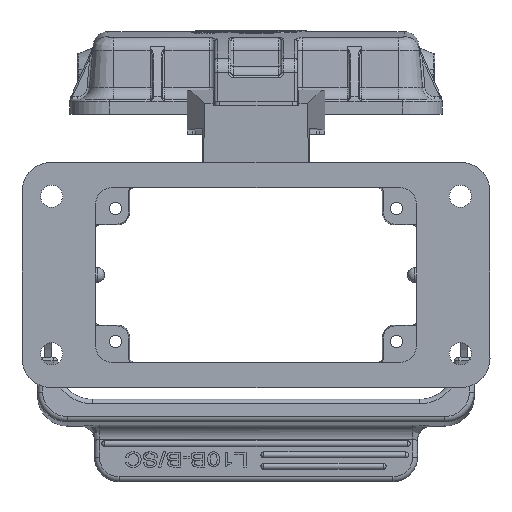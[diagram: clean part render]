
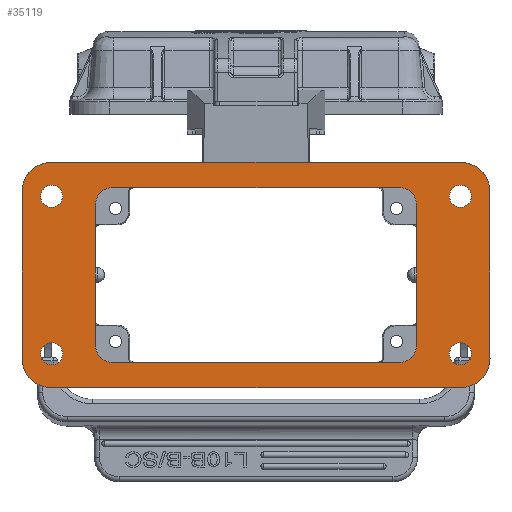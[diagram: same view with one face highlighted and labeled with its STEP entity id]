
A CAD part, front view. The second image highlights one B-rep face of the part: STEP entity #35119.
In plain terms, the highlighted planar face has unit normal (0, -1, 0).
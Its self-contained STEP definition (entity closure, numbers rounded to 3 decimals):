
#3137=DIRECTION('',(1.,0.,0.));
#3138=VECTOR('',#3137,58.177);
#3139=CARTESIAN_POINT('',(18.411,0.,
-32.086));
#3140=LINE('',#3139,#3138);
#3149=DIRECTION('',(0.,0.,1.));
#3150=VECTOR('',#3149,28.577);
#3151=CARTESIAN_POINT('',(14.912,0.,
-64.163));
#3152=LINE('',#3151,#3150);
#3165=DIRECTION('',(-1.,0.,0.));
#3166=VECTOR('',#3165,58.177);
#3167=CARTESIAN_POINT('',(76.589,0.,
-67.662));
#3168=LINE('',#3167,#3166);
#3181=DIRECTION('',(0.,0.,-1.));
#3182=VECTOR('',#3181,28.577);
#3183=CARTESIAN_POINT('',(80.088,0.,
-35.586));
#3184=LINE('',#3183,#3182);
#3197=DIRECTION('',(-1.,0.,0.));
#3198=VECTOR('',#3197,83.001);
#3199=CARTESIAN_POINT('',(89.001,0.,
-72.758));
#3200=LINE('',#3199,#3198);
#3201=CARTESIAN_POINT('',(5.999,0.,
-66.76));
#3202=DIRECTION('',(0.,1.,0.));
#3203=DIRECTION('',(0.,0.,-1.));
#3204=AXIS2_PLACEMENT_3D('',#3201,#3202,#3203);
#3206=DIRECTION('',(0.,0.,1.));
#3207=VECTOR('',#3206,33.769);
#3208=CARTESIAN_POINT('',(0.,0.,
-66.759));
#3209=LINE('',#3208,#3207);
#3210=CARTESIAN_POINT('',(5.999,0.,
-32.989));
#3211=DIRECTION('',(0.,1.,0.));
#3212=DIRECTION('',(-1.,0.,0.));
#3213=AXIS2_PLACEMENT_3D('',#3210,#3211,#3212);
#3215=DIRECTION('',(1.,0.,0.));
#3216=VECTOR('',#3215,83.001);
#3217=CARTESIAN_POINT('',(5.999,0.,
-26.991));
#3218=LINE('',#3217,#3216);
#3219=CARTESIAN_POINT('',(89.001,0.,
-32.989));
#3220=DIRECTION('',(0.,1.,0.));
#3221=DIRECTION('',(0.,0.,1.));
#3222=AXIS2_PLACEMENT_3D('',#3219,#3220,#3221);
#3224=DIRECTION('',(0.,0.,-1.));
#3225=VECTOR('',#3224,33.769);
#3226=CARTESIAN_POINT('',(95.,0.,
-32.99));
#3227=LINE('',#3226,#3225);
#3228=CARTESIAN_POINT('',(89.001,0.,
-66.76));
#3229=DIRECTION('',(0.,1.,0.));
#3230=DIRECTION('',(1.,0.,0.));
#3231=AXIS2_PLACEMENT_3D('',#3228,#3229,#3230);
#3233=CARTESIAN_POINT('',(89.,0.,-33.874));
#3234=DIRECTION('',(0.,-1.,0.));
#3235=DIRECTION('',(-1.,0.,0.));
#3236=AXIS2_PLACEMENT_3D('',#3233,#3234,#3235);
#3238=CARTESIAN_POINT('',(89.,0.,-33.874));
#3239=DIRECTION('',(0.,-1.,0.));
#3240=DIRECTION('',(1.,0.,0.));
#3241=AXIS2_PLACEMENT_3D('',#3238,#3239,#3240);
#3243=CARTESIAN_POINT('',(89.,0.,-65.874));
#3244=DIRECTION('',(0.,-1.,0.));
#3245=DIRECTION('',(-1.,0.,0.));
#3246=AXIS2_PLACEMENT_3D('',#3243,#3244,#3245);
#3248=CARTESIAN_POINT('',(89.,0.,-65.874));
#3249=DIRECTION('',(0.,-1.,0.));
#3250=DIRECTION('',(1.,0.,0.));
#3251=AXIS2_PLACEMENT_3D('',#3248,#3249,#3250);
#3253=CARTESIAN_POINT('',(6.,0.,-33.874));
#3254=DIRECTION('',(0.,-1.,0.));
#3255=DIRECTION('',(-1.,0.,0.));
#3256=AXIS2_PLACEMENT_3D('',#3253,#3254,#3255);
#3258=CARTESIAN_POINT('',(6.,0.,-33.874));
#3259=DIRECTION('',(0.,-1.,0.));
#3260=DIRECTION('',(1.,0.,0.));
#3261=AXIS2_PLACEMENT_3D('',#3258,#3259,#3260);
#3263=CARTESIAN_POINT('',(6.,0.,-65.874));
#3264=DIRECTION('',(0.,-1.,0.));
#3265=DIRECTION('',(-1.,0.,0.));
#3266=AXIS2_PLACEMENT_3D('',#3263,#3264,#3265);
#3268=CARTESIAN_POINT('',(6.,0.,-65.874));
#3269=DIRECTION('',(0.,-1.,0.));
#3270=DIRECTION('',(1.,0.,0.));
#3271=AXIS2_PLACEMENT_3D('',#3268,#3269,#3270);
#3273=CARTESIAN_POINT('',(18.411,0.,
-35.586));
#3274=DIRECTION('',(0.,-1.,0.));
#3275=DIRECTION('',(0.,0.,1.));
#3276=AXIS2_PLACEMENT_3D('',#3273,#3274,#3275);
#3278=CARTESIAN_POINT('',(18.411,0.,
-64.163));
#3279=DIRECTION('',(0.,-1.,0.));
#3280=DIRECTION('',(-1.,0.,0.));
#3281=AXIS2_PLACEMENT_3D('',#3278,#3279,#3280);
#3283=CARTESIAN_POINT('',(76.589,0.,
-64.163));
#3284=DIRECTION('',(0.,-1.,0.));
#3285=DIRECTION('',(0.,0.,-1.));
#3286=AXIS2_PLACEMENT_3D('',#3283,#3284,#3285);
#3288=CARTESIAN_POINT('',(76.589,0.,
-35.586));
#3289=DIRECTION('',(0.,-1.,0.));
#3290=DIRECTION('',(1.,0.,0.));
#3291=AXIS2_PLACEMENT_3D('',#3288,#3289,#3290);
#27567=CARTESIAN_POINT('',(89.001,0.,
-72.758));
#27568=CARTESIAN_POINT('',(5.999,0.,
-72.758));
#27569=VERTEX_POINT('',#27567);
#27570=VERTEX_POINT('',#27568);
#27571=CARTESIAN_POINT('',(0.,0.,
-66.759));
#27572=VERTEX_POINT('',#27571);
#27573=CARTESIAN_POINT('',(5.999,0.,
-26.991));
#27574=VERTEX_POINT('',#27573);
#27575=CARTESIAN_POINT('',(0.,0.,
-32.99));
#27576=VERTEX_POINT('',#27575);
#27577=CARTESIAN_POINT('',(89.001,0.,
-26.991));
#27578=VERTEX_POINT('',#27577);
#27579=CARTESIAN_POINT('',(95.,0.,
-32.99));
#27580=VERTEX_POINT('',#27579);
#27581=CARTESIAN_POINT('',(95.,0.,
-66.759));
#27582=VERTEX_POINT('',#27581);
#27583=CARTESIAN_POINT('',(86.75,0.,-33.874));
#27584=CARTESIAN_POINT('',(91.25,0.,-33.874));
#27585=VERTEX_POINT('',#27583);
#27586=VERTEX_POINT('',#27584);
#27587=CARTESIAN_POINT('',(86.75,0.,-65.874));
#27588=CARTESIAN_POINT('',(91.25,0.,-65.874));
#27589=VERTEX_POINT('',#27587);
#27590=VERTEX_POINT('',#27588);
#27591=CARTESIAN_POINT('',(3.75,0.,-33.874));
#27592=CARTESIAN_POINT('',(8.25,0.,-33.874));
#27593=VERTEX_POINT('',#27591);
#27594=VERTEX_POINT('',#27592);
#27595=CARTESIAN_POINT('',(3.75,0.,-65.874));
#27596=CARTESIAN_POINT('',(8.25,0.,-65.874));
#27597=VERTEX_POINT('',#27595);
#27598=VERTEX_POINT('',#27596);
#27599=CARTESIAN_POINT('',(18.411,0.,
-32.086));
#27600=CARTESIAN_POINT('',(14.912,0.,
-35.586));
#27601=VERTEX_POINT('',#27599);
#27602=VERTEX_POINT('',#27600);
#27603=CARTESIAN_POINT('',(14.912,0.,
-64.163));
#27604=CARTESIAN_POINT('',(18.412,0.,
-67.662));
#27605=VERTEX_POINT('',#27603);
#27606=VERTEX_POINT('',#27604);
#27607=CARTESIAN_POINT('',(76.589,0.,
-67.662));
#27608=CARTESIAN_POINT('',(80.088,0.,
-64.163));
#27609=VERTEX_POINT('',#27607);
#27610=VERTEX_POINT('',#27608);
#27611=CARTESIAN_POINT('',(80.088,0.,
-35.586));
#27612=CARTESIAN_POINT('',(76.589,0.,
-32.086));
#27613=VERTEX_POINT('',#27611);
#27614=VERTEX_POINT('',#27612);
#35062=CARTESIAN_POINT('',(47.5,0.,
-49.874));
#35063=DIRECTION('',(0.,1.,0.));
#35064=DIRECTION('',(1.,0.,0.));
#35065=AXIS2_PLACEMENT_3D('',#35062,#35063,#35064);
#35066=PLANE('',#35065);
#35068=ORIENTED_EDGE('',*,*,#35067,.T.);
#35070=ORIENTED_EDGE('',*,*,#35069,.T.);
#35072=ORIENTED_EDGE('',*,*,#35071,.T.);
#35074=ORIENTED_EDGE('',*,*,#35073,.T.);
#35076=ORIENTED_EDGE('',*,*,#35075,.T.);
#35078=ORIENTED_EDGE('',*,*,#35077,.T.);
#35080=ORIENTED_EDGE('',*,*,#35079,.T.);
#35082=ORIENTED_EDGE('',*,*,#35081,.T.);
#35083=EDGE_LOOP('',(#35068,#35070,#35072,#35074,#35076,#35078,#35080,#35082));
#35084=FACE_OUTER_BOUND('',#35083,.F.);
#35086=ORIENTED_EDGE('',*,*,#35085,.T.);
#35088=ORIENTED_EDGE('',*,*,#35087,.T.);
#35089=EDGE_LOOP('',(#35086,#35088));
#35090=FACE_BOUND('',#35089,.F.);
#35092=ORIENTED_EDGE('',*,*,#35091,.T.);
#35094=ORIENTED_EDGE('',*,*,#35093,.T.);
#35095=EDGE_LOOP('',(#35092,#35094));
#35096=FACE_BOUND('',#35095,.F.);
#35098=ORIENTED_EDGE('',*,*,#35097,.T.);
#35100=ORIENTED_EDGE('',*,*,#35099,.T.);
#35101=EDGE_LOOP('',(#35098,#35100));
#35102=FACE_BOUND('',#35101,.F.);
#35104=ORIENTED_EDGE('',*,*,#35103,.T.);
#35106=ORIENTED_EDGE('',*,*,#35105,.T.);
#35107=EDGE_LOOP('',(#35104,#35106));
#35108=FACE_BOUND('',#35107,.F.);
#35109=ORIENTED_EDGE('',*,*,#34958,.F.);
#35110=ORIENTED_EDGE('',*,*,#34973,.T.);
#35111=ORIENTED_EDGE('',*,*,#34987,.F.);
#35112=ORIENTED_EDGE('',*,*,#35001,.T.);
#35113=ORIENTED_EDGE('',*,*,#35015,.F.);
#35114=ORIENTED_EDGE('',*,*,#35029,.T.);
#35115=ORIENTED_EDGE('',*,*,#35043,.F.);
#35116=ORIENTED_EDGE('',*,*,#35056,.T.);
#35117=EDGE_LOOP('',(#35109,#35110,#35111,#35112,#35113,#35114,#35115,#35116));
#35118=FACE_BOUND('',#35117,.F.);
#3205=CIRCLE('',#3204,5.999);
#3214=CIRCLE('',#3213,5.999);
#3223=CIRCLE('',#3222,5.999);
#3232=CIRCLE('',#3231,5.999);
#3237=CIRCLE('',#3236,2.25);
#3242=CIRCLE('',#3241,2.25);
#3247=CIRCLE('',#3246,2.25);
#3252=CIRCLE('',#3251,2.25);
#3257=CIRCLE('',#3256,2.25);
#3262=CIRCLE('',#3261,2.25);
#3267=CIRCLE('',#3266,2.25);
#3272=CIRCLE('',#3271,2.25);
#3277=CIRCLE('',#3276,3.499);
#3282=CIRCLE('',#3281,3.499);
#3287=CIRCLE('',#3286,3.499);
#3292=CIRCLE('',#3291,3.499);
#34958=EDGE_CURVE('',#27601,#27614,#3140,.T.);
#34973=EDGE_CURVE('',#27601,#27602,#3277,.T.);
#34987=EDGE_CURVE('',#27605,#27602,#3152,.T.);
#35001=EDGE_CURVE('',#27605,#27606,#3282,.T.);
#35015=EDGE_CURVE('',#27609,#27606,#3168,.T.);
#35029=EDGE_CURVE('',#27609,#27610,#3287,.T.);
#35043=EDGE_CURVE('',#27613,#27610,#3184,.T.);
#35056=EDGE_CURVE('',#27613,#27614,#3292,.T.);
#35067=EDGE_CURVE('',#27569,#27570,#3200,.T.);
#35069=EDGE_CURVE('',#27570,#27572,#3205,.T.);
#35071=EDGE_CURVE('',#27572,#27576,#3209,.T.);
#35073=EDGE_CURVE('',#27576,#27574,#3214,.T.);
#35075=EDGE_CURVE('',#27574,#27578,#3218,.T.);
#35077=EDGE_CURVE('',#27578,#27580,#3223,.T.);
#35079=EDGE_CURVE('',#27580,#27582,#3227,.T.);
#35081=EDGE_CURVE('',#27582,#27569,#3232,.T.);
#35085=EDGE_CURVE('',#27585,#27586,#3237,.T.);
#35087=EDGE_CURVE('',#27586,#27585,#3242,.T.);
#35091=EDGE_CURVE('',#27589,#27590,#3247,.T.);
#35093=EDGE_CURVE('',#27590,#27589,#3252,.T.);
#35097=EDGE_CURVE('',#27593,#27594,#3257,.T.);
#35099=EDGE_CURVE('',#27594,#27593,#3262,.T.);
#35103=EDGE_CURVE('',#27597,#27598,#3267,.T.);
#35105=EDGE_CURVE('',#27598,#27597,#3272,.T.);
#35119=ADVANCED_FACE('',(#35084,#35090,#35096,#35102,#35108,#35118),#35066,.F.);
